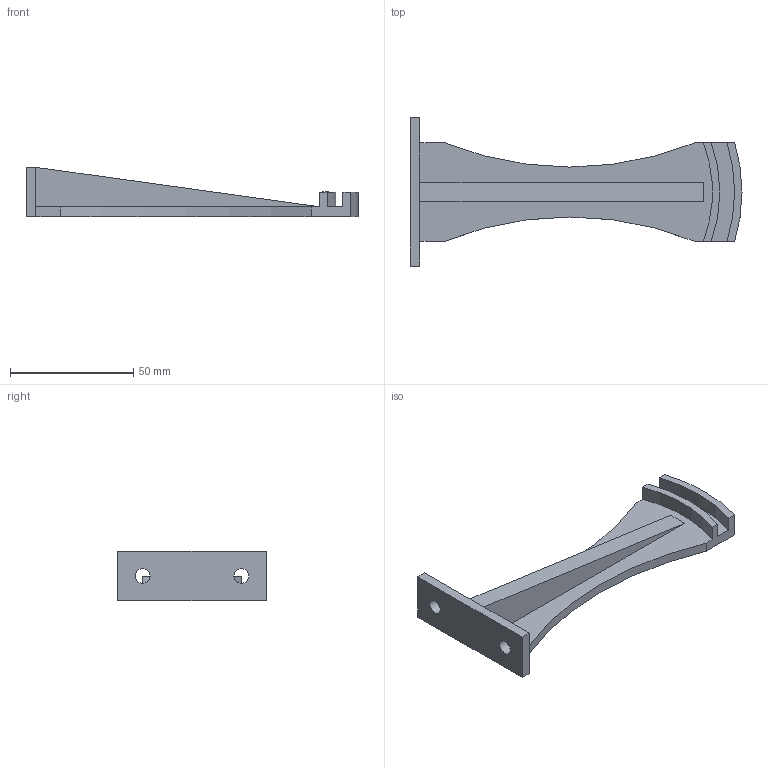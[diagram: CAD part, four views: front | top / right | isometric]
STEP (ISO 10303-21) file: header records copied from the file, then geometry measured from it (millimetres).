
FILE_DESCRIPTION(('FreeCAD Model'),'2;1');
FILE_NAME( 'FilamentGuide.stp', '2012-12-24T05:11:29',('FreeCAD'),('FreeCAD'), 'Open CASCADE STEP processor 6.5','FreeCAD','Unknown');
FILE_SCHEMA(('AUTOMOTIVE_DESIGN_CC2 { 1 2 10303 214 -1 1 5 4 }'));
Length unit declared in the file: millimetre
Products named in the file (1): Open CASCADE STEP translator 6.5 3
Bounding box: 134.49 x 60 x 20 mm (x, y, z)
Volume: 28723 mm3; surface area: 14556.5 mm2
Topology: 1 solids, 1 shells, 26 faces, 70 edges, 46 vertices
Faces by surface type: plane 18, cylinder 8
Full cylindrical faces by diameter (mm): 6 x2
Entity records: 1732 total; most frequent: CARTESIAN_POINT 356, DIRECTION 242, LINE 147, VECTOR 147, ORIENTED_EDGE 140, PCURVE 140, DEFINITIONAL_REPRESENTATION 140, EDGE_CURVE 70
